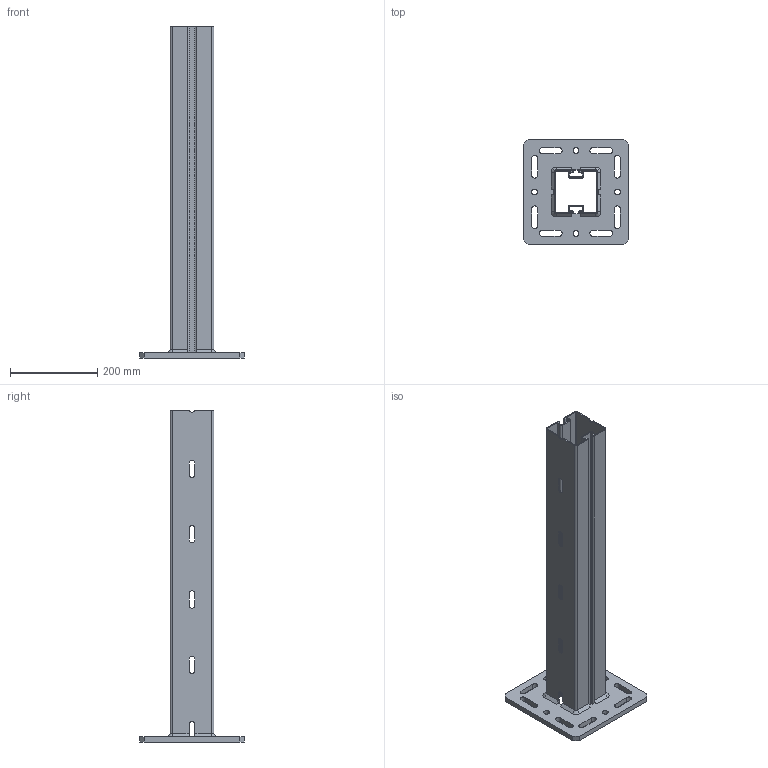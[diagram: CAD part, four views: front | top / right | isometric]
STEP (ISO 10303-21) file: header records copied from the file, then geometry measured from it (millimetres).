
FILE_DESCRIPTION((''),'2;1');
FILE_NAME('135619.stp','2010-07-22T13:23:55',('DMK009'),(''),'Autodesk Inventor 2010','Autodesk Inventor 2010','');
FILE_SCHEMA(('AUTOMOTIVE_DESIGN { 1 0 10303 214 1 1 1 1 }'));
Length unit declared in the file: millimetre
Products named in the file (1): 135619
Bounding box: 240 x 240 x 762 mm (x, y, z)
Volume: 1434942.4 mm3; surface area: 860899.1 mm2
Topology: 1 solids, 1 shells, 189 faces, 564 edges, 368 vertices
Faces by surface type: plane 107, cylinder 78, cone 4
Full cylindrical faces by diameter (mm): 13.5 x4
Entity records: 6606 total; most frequent: ORIENTED_EDGE 1120, CARTESIAN_POINT 1118, DIRECTION 1100, EDGE_CURVE 560, VECTOR 400, LINE 400, VERTEX_POINT 368, AXIS2_PLACEMENT_3D 350
